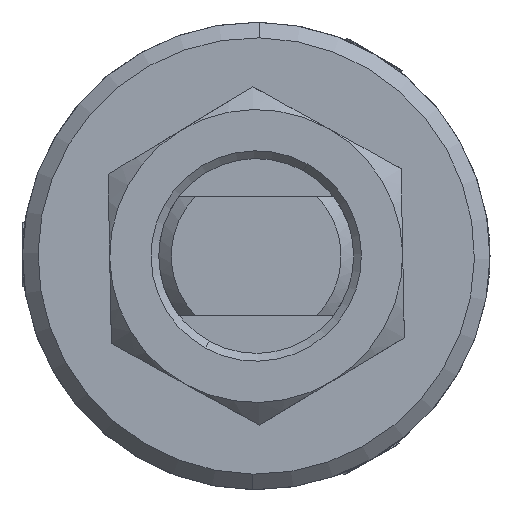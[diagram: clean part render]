
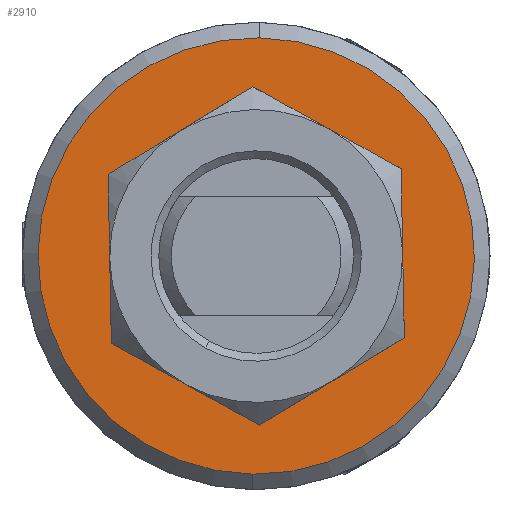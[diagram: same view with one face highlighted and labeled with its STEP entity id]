
A CAD part, left-side view. The second image highlights one B-rep face of the part: STEP entity #2910.
In plain terms, the highlighted planar face has unit normal (-1, 0, 0).
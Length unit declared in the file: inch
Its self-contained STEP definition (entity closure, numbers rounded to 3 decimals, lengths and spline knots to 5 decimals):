
#922 = DIRECTION ( 'NONE',  ( 0., 0.015, -1. ) ) ;
#923 = DIRECTION ( 'NONE',  ( 1., 0., 0. ) ) ;
#982 = PLANE ( 'NONE',  #8291 ) ;
#983 = CARTESIAN_POINT ( 'NONE',  ( -8.85689, -0.03095, -0.01779 ) ) ;
#1644 = AXIS2_PLACEMENT_3D ( 'NONE', #6867, #6929, #6799 ) ;
#1647 = AXIS2_PLACEMENT_3D ( 'NONE', #6926, #6941, #6923 ) ;
#1846 = EDGE_CURVE ( 'NONE', #9234, #9232, #10682, .T. ) ;
#1848 = EDGE_CURVE ( 'NONE', #9221, #9218, #10680, .T. ) ;
#2324 = AXIS2_PLACEMENT_3D ( 'NONE', #8775, #8769, #8768 ) ;
#2326 = AXIS2_PLACEMENT_3D ( 'NONE', #8770, #8777, #8776 ) ;
#2910 = ADVANCED_FACE ( 'NONE', ( #12808, #12816 ), #982, .F. ) ;
#3231 = EDGE_LOOP ( 'NONE', ( #11576, #11585 ) ) ;
#3259 = EDGE_LOOP ( 'NONE', ( #11574, #11577 ) ) ;
#6799 = DIRECTION ( 'NONE',  ( 0., -0.015, 1. ) ) ;
#6867 = CARTESIAN_POINT ( 'NONE',  ( -8.85689, -0.03095, -0.01779 ) ) ;
#6923 = DIRECTION ( 'NONE',  ( 0., 0.015, -1. ) ) ;
#6926 = CARTESIAN_POINT ( 'NONE',  ( -8.85689, -0.03095, -0.01779 ) ) ;
#6929 = DIRECTION ( 'NONE',  ( -1., 0., 0. ) ) ;
#6941 = DIRECTION ( 'NONE',  ( -1., 0., 0. ) ) ;
#7030 = CARTESIAN_POINT ( 'NONE',  ( -8.85689, -0.02065, -0.71772 ) ) ;
#7036 = CARTESIAN_POINT ( 'NONE',  ( -8.85689, -0.04126, 0.68213 ) ) ;
#7041 = CARTESIAN_POINT ( 'NONE',  ( -8.85689, -0.02617, -0.34276 ) ) ;
#7700 = EDGE_CURVE ( 'NONE', #9218, #9221, #10443, .T. ) ;
#7705 = EDGE_CURVE ( 'NONE', #9232, #9234, #10448, .T. ) ;
#7971 = CARTESIAN_POINT ( 'NONE',  ( -8.85689, -0.03574, 0.30717 ) ) ;
#8291 = AXIS2_PLACEMENT_3D ( 'NONE', #983, #923, #922 ) ;
#8768 = DIRECTION ( 'NONE',  ( 0., 0.015, -1. ) ) ;
#8769 = DIRECTION ( 'NONE',  ( -1., 0., 0. ) ) ;
#8770 = CARTESIAN_POINT ( 'NONE',  ( -8.85689, -0.03095, -0.01779 ) ) ;
#8775 = CARTESIAN_POINT ( 'NONE',  ( -8.85689, -0.03095, -0.01779 ) ) ;
#8776 = DIRECTION ( 'NONE',  ( 0., -0.015, 1. ) ) ;
#8777 = DIRECTION ( 'NONE',  ( -1., 0., 0. ) ) ;
#9218 = VERTEX_POINT ( 'NONE', #7036 ) ;
#9221 = VERTEX_POINT ( 'NONE', #7030 ) ;
#9232 = VERTEX_POINT ( 'NONE', #7041 ) ;
#9234 = VERTEX_POINT ( 'NONE', #7971 ) ;
#10443 = CIRCLE ( 'NONE', #1647, 0.7 ) ;
#10448 = CIRCLE ( 'NONE', #1644, 0.325 ) ;
#10680 = CIRCLE ( 'NONE', #2324, 0.7 ) ;
#10682 = CIRCLE ( 'NONE', #2326, 0.325 ) ;
#11574 = ORIENTED_EDGE ( 'NONE', *, *, #1846, .F. ) ;
#11576 = ORIENTED_EDGE ( 'NONE', *, *, #1848, .T. ) ;
#11577 = ORIENTED_EDGE ( 'NONE', *, *, #7705, .F. ) ;
#11585 = ORIENTED_EDGE ( 'NONE', *, *, #7700, .T. ) ;
#12808 = FACE_BOUND ( 'NONE', #3259, .T. ) ;
#12816 = FACE_OUTER_BOUND ( 'NONE', #3231, .T. ) ;
